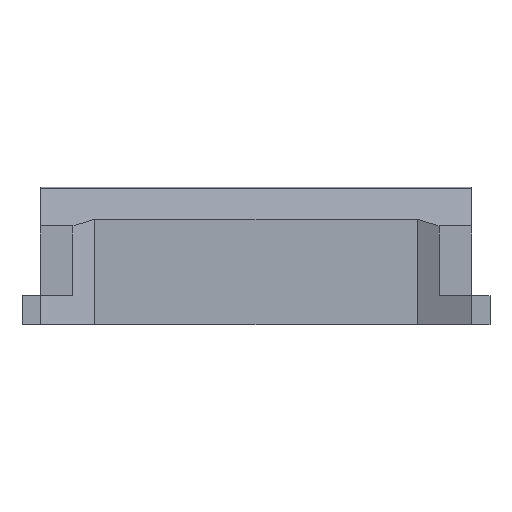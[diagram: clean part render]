
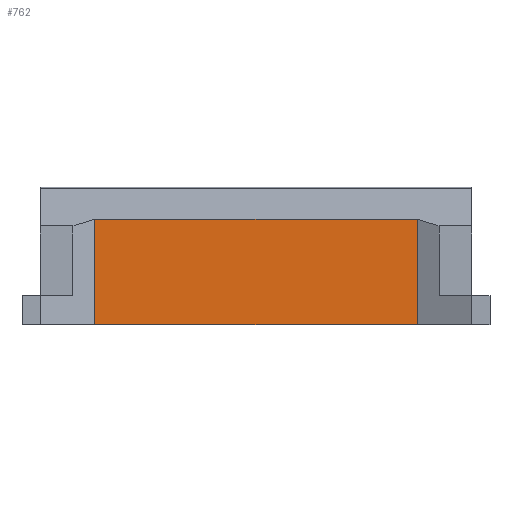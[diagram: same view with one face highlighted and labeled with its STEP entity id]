
A CAD part, front view. The second image highlights one B-rep face of the part: STEP entity #762.
In plain terms, the highlighted planar face has unit normal (0, -1, 0).
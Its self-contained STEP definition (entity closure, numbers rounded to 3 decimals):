
#2 = CARTESIAN_POINT ( 'NONE',  ( 4., 1.6, 7.57 ) ) ;
#91 = EDGE_CURVE ( 'NONE', #834, #620, #1025, .T. ) ;
#98 = CARTESIAN_POINT ( 'NONE',  ( 21.7, 1.6, 7.57 ) ) ;
#102 = VECTOR ( 'NONE', #495, 1000. ) ;
#109 = DIRECTION ( 'NONE',  ( 0., 0., -1. ) ) ;
#113 = ORIENTED_EDGE ( 'NONE', *, *, #91, .F. ) ;
#196 = LINE ( 'NONE', #2, #305 ) ;
#219 = EDGE_CURVE ( 'NONE', #834, #427, #196, .T. ) ;
#227 = CARTESIAN_POINT ( 'NONE',  ( 4., 1.6, 5.807 ) ) ;
#241 = EDGE_LOOP ( 'NONE', ( #812, #966, #676, #113 ) ) ;
#269 = CARTESIAN_POINT ( 'NONE',  ( 21.7, 1.6, 5.807 ) ) ;
#273 = DIRECTION ( 'NONE',  ( 1., 0., 0. ) ) ;
#282 = CARTESIAN_POINT ( 'NONE',  ( 21.7, 1.6, 0. ) ) ;
#305 = VECTOR ( 'NONE', #109, 1000. ) ;
#330 = VECTOR ( 'NONE', #1332, 1000. ) ;
#400 = LINE ( 'NONE', #1118, #102 ) ;
#427 = VERTEX_POINT ( 'NONE', #758 ) ;
#436 = PLANE ( 'NONE',  #1071 ) ;
#495 = DIRECTION ( 'NONE',  ( 0., 0., -1. ) ) ;
#527 = DIRECTION ( 'NONE',  ( 0., 1., 0. ) ) ;
#573 = VECTOR ( 'NONE', #273, 1000. ) ;
#620 = VERTEX_POINT ( 'NONE', #269 ) ;
#635 = FACE_OUTER_BOUND ( 'NONE', #241, .T. ) ;
#676 = ORIENTED_EDGE ( 'NONE', *, *, #1021, .F. ) ;
#758 = CARTESIAN_POINT ( 'NONE',  ( 4., 1.6, 0. ) ) ;
#762 = ADVANCED_FACE ( 'NONE', ( #635 ), #436, .F. ) ;
#795 = CARTESIAN_POINT ( 'NONE',  ( 0., 1.6, 5.807 ) ) ;
#812 = ORIENTED_EDGE ( 'NONE', *, *, #219, .T. ) ;
#834 = VERTEX_POINT ( 'NONE', #227 ) ;
#966 = ORIENTED_EDGE ( 'NONE', *, *, #1017, .T. ) ;
#983 = CARTESIAN_POINT ( 'NONE',  ( 21.7, 1.6, 0. ) ) ;
#1017 = EDGE_CURVE ( 'NONE', #427, #1275, #1126, .T. ) ;
#1021 = EDGE_CURVE ( 'NONE', #620, #1275, #400, .T. ) ;
#1025 = LINE ( 'NONE', #795, #330 ) ;
#1071 = AXIS2_PLACEMENT_3D ( 'NONE', #98, #527, #1377 ) ;
#1118 = CARTESIAN_POINT ( 'NONE',  ( 21.7, 1.6, 7.57 ) ) ;
#1126 = LINE ( 'NONE', #282, #573 ) ;
#1275 = VERTEX_POINT ( 'NONE', #983 ) ;
#1332 = DIRECTION ( 'NONE',  ( 1., 0., 0. ) ) ;
#1377 = DIRECTION ( 'NONE',  ( 0., 0., 1. ) ) ;
